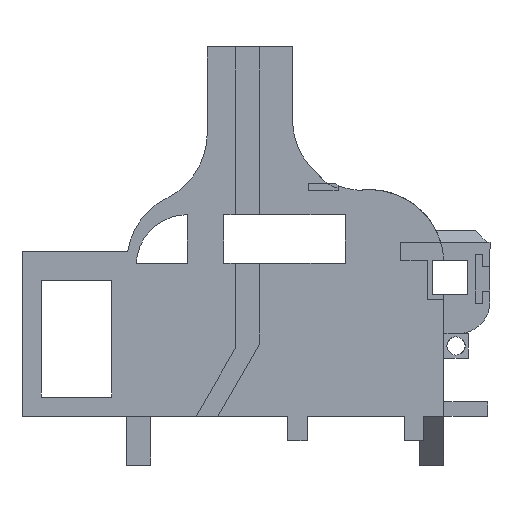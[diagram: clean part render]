
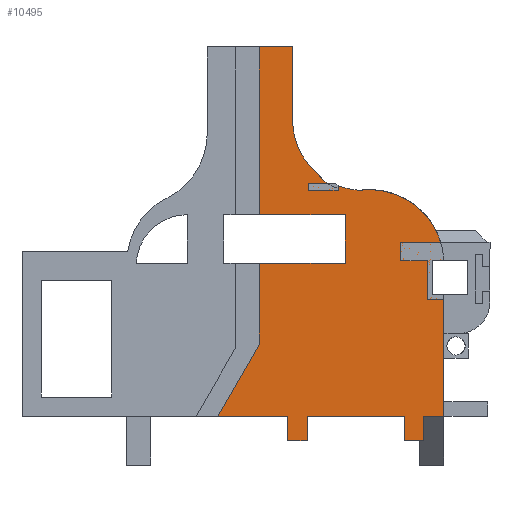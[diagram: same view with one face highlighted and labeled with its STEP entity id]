
A CAD part, front view. The second image highlights one B-rep face of the part: STEP entity #10495.
In plain terms, the highlighted planar face has unit normal (0, -1, 0).
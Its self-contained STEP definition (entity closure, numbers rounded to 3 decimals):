
#691=CIRCLE('',#11162,29.);
#695=CIRCLE('',#11168,10.);
#698=CIRCLE('',#11182,29.);
#699=CIRCLE('',#11184,30.);
#700=CIRCLE('',#11185,31.008);
#927=FACE_OUTER_BOUND('',#1534,.T.);
#1534=EDGE_LOOP('',(#7977,#7978,#7979,#7980,#7981,#7982,#7983,#7984,#7985,
#7986,#7987,#7988,#7989,#7990,#7991,#7992,#7993,#7994,#7995,#7996,#7997,
#7998,#7999,#8000,#8001,#8002,#8003,#8004,#8005));
#2400=LINE('',#14718,#3561);
#2447=LINE('',#14823,#3608);
#2450=LINE('',#14829,#3611);
#2452=LINE('',#14838,#3613);
#2453=LINE('',#14840,#3614);
#2454=LINE('',#14842,#3615);
#2455=LINE('',#14844,#3616);
#2456=LINE('',#14846,#3617);
#2457=LINE('',#14848,#3618);
#2458=LINE('',#14850,#3619);
#2459=LINE('',#14852,#3620);
#2460=LINE('',#14854,#3621);
#2461=LINE('',#14856,#3622);
#2462=LINE('',#14858,#3623);
#2463=LINE('',#14860,#3624);
#2464=LINE('',#14862,#3625);
#2465=LINE('',#14864,#3626);
#2466=LINE('',#14866,#3627);
#2467=LINE('',#14868,#3628);
#2468=LINE('',#14870,#3629);
#2469=LINE('',#14872,#3630);
#2470=LINE('',#14874,#3631);
#2471=LINE('',#14876,#3632);
#2472=LINE('',#14878,#3633);
#3561=VECTOR('',#12403,10.);
#3608=VECTOR('',#12486,10.);
#3611=VECTOR('',#12491,10.);
#3613=VECTOR('',#12501,10.);
#3614=VECTOR('',#12502,10.);
#3615=VECTOR('',#12503,10.);
#3616=VECTOR('',#12504,10.);
#3617=VECTOR('',#12505,10.);
#3618=VECTOR('',#12506,10.);
#3619=VECTOR('',#12507,10.);
#3620=VECTOR('',#12508,10.);
#3621=VECTOR('',#12509,10.);
#3622=VECTOR('',#12510,10.);
#3623=VECTOR('',#12511,10.);
#3624=VECTOR('',#12512,10.);
#3625=VECTOR('',#12513,10.);
#3626=VECTOR('',#12514,10.);
#3627=VECTOR('',#12515,10.);
#3628=VECTOR('',#12516,10.);
#3629=VECTOR('',#12517,10.);
#3630=VECTOR('',#12518,10.);
#3631=VECTOR('',#12519,10.);
#3632=VECTOR('',#12520,10.);
#3633=VECTOR('',#12521,10.);
#4602=VERTEX_POINT('',#14715);
#4603=VERTEX_POINT('',#14717);
#4604=VERTEX_POINT('',#14721);
#4612=VERTEX_POINT('',#14741);
#4643=VERTEX_POINT('',#14821);
#4645=VERTEX_POINT('',#14827);
#4647=VERTEX_POINT('',#14833);
#4648=VERTEX_POINT('',#14837);
#4649=VERTEX_POINT('',#14839);
#4650=VERTEX_POINT('',#14841);
#4651=VERTEX_POINT('',#14843);
#4652=VERTEX_POINT('',#14845);
#4653=VERTEX_POINT('',#14847);
#4654=VERTEX_POINT('',#14849);
#4655=VERTEX_POINT('',#14851);
#4656=VERTEX_POINT('',#14853);
#4657=VERTEX_POINT('',#14855);
#4658=VERTEX_POINT('',#14857);
#4659=VERTEX_POINT('',#14859);
#4660=VERTEX_POINT('',#14861);
#4661=VERTEX_POINT('',#14863);
#4662=VERTEX_POINT('',#14865);
#4663=VERTEX_POINT('',#14867);
#4664=VERTEX_POINT('',#14869);
#4665=VERTEX_POINT('',#14871);
#4666=VERTEX_POINT('',#14873);
#4667=VERTEX_POINT('',#14875);
#4668=VERTEX_POINT('',#14877);
#4669=VERTEX_POINT('',#14879);
#5809=EDGE_CURVE('',#4603,#4602,#2400,.T.);
#5811=EDGE_CURVE('',#4603,#4604,#691,.T.);
#5822=EDGE_CURVE('',#4602,#4612,#695,.F.);
#5862=EDGE_CURVE('',#4643,#4612,#2447,.T.);
#5865=EDGE_CURVE('',#4643,#4645,#2450,.T.);
#5868=EDGE_CURVE('',#4647,#4645,#698,.T.);
#5869=EDGE_CURVE('',#4647,#4648,#2452,.T.);
#5870=EDGE_CURVE('',#4648,#4649,#2453,.T.);
#5871=EDGE_CURVE('',#4649,#4650,#2454,.T.);
#5872=EDGE_CURVE('',#4650,#4651,#2455,.T.);
#5873=EDGE_CURVE('',#4651,#4652,#2456,.T.);
#5874=EDGE_CURVE('',#4652,#4653,#2457,.T.);
#5875=EDGE_CURVE('',#4653,#4654,#2458,.T.);
#5876=EDGE_CURVE('',#4654,#4655,#2459,.T.);
#5877=EDGE_CURVE('',#4656,#4655,#2460,.T.);
#5878=EDGE_CURVE('',#4656,#4657,#2461,.T.);
#5879=EDGE_CURVE('',#4658,#4657,#2462,.T.);
#5880=EDGE_CURVE('',#4659,#4658,#2463,.T.);
#5881=EDGE_CURVE('',#4660,#4659,#2464,.T.);
#5882=EDGE_CURVE('',#4660,#4661,#2465,.T.);
#5883=EDGE_CURVE('',#4662,#4661,#2466,.T.);
#5884=EDGE_CURVE('',#4663,#4662,#2467,.T.);
#5885=EDGE_CURVE('',#4664,#4663,#2468,.T.);
#5886=EDGE_CURVE('',#4665,#4664,#2469,.T.);
#5887=EDGE_CURVE('',#4665,#4666,#2470,.T.);
#5888=EDGE_CURVE('',#4666,#4667,#2471,.T.);
#5889=EDGE_CURVE('',#4667,#4668,#2472,.T.);
#5890=EDGE_CURVE('',#4669,#4668,#699,.T.);
#5891=EDGE_CURVE('',#4669,#4604,#700,.T.);
#7977=ORIENTED_EDGE('',*,*,#5809,.T.);
#7978=ORIENTED_EDGE('',*,*,#5822,.T.);
#7979=ORIENTED_EDGE('',*,*,#5862,.F.);
#7980=ORIENTED_EDGE('',*,*,#5865,.T.);
#7981=ORIENTED_EDGE('',*,*,#5868,.F.);
#7982=ORIENTED_EDGE('',*,*,#5869,.T.);
#7983=ORIENTED_EDGE('',*,*,#5870,.T.);
#7984=ORIENTED_EDGE('',*,*,#5871,.T.);
#7985=ORIENTED_EDGE('',*,*,#5872,.T.);
#7986=ORIENTED_EDGE('',*,*,#5873,.T.);
#7987=ORIENTED_EDGE('',*,*,#5874,.T.);
#7988=ORIENTED_EDGE('',*,*,#5875,.T.);
#7989=ORIENTED_EDGE('',*,*,#5876,.T.);
#7990=ORIENTED_EDGE('',*,*,#5877,.F.);
#7991=ORIENTED_EDGE('',*,*,#5878,.T.);
#7992=ORIENTED_EDGE('',*,*,#5879,.F.);
#7993=ORIENTED_EDGE('',*,*,#5880,.F.);
#7994=ORIENTED_EDGE('',*,*,#5881,.F.);
#7995=ORIENTED_EDGE('',*,*,#5882,.T.);
#7996=ORIENTED_EDGE('',*,*,#5883,.F.);
#7997=ORIENTED_EDGE('',*,*,#5884,.F.);
#7998=ORIENTED_EDGE('',*,*,#5885,.F.);
#7999=ORIENTED_EDGE('',*,*,#5886,.F.);
#8000=ORIENTED_EDGE('',*,*,#5887,.T.);
#8001=ORIENTED_EDGE('',*,*,#5888,.T.);
#8002=ORIENTED_EDGE('',*,*,#5889,.T.);
#8003=ORIENTED_EDGE('',*,*,#5890,.F.);
#8004=ORIENTED_EDGE('',*,*,#5891,.T.);
#8005=ORIENTED_EDGE('',*,*,#5811,.F.);
#10100=PLANE('',#11183);
#10495=ADVANCED_FACE('',(#927),#10100,.F.);
#11162=AXIS2_PLACEMENT_3D('',#14722,#12407,#12408);
#11168=AXIS2_PLACEMENT_3D('',#14743,#12426,#12427);
#11182=AXIS2_PLACEMENT_3D('',#14835,#12497,#12498);
#11183=AXIS2_PLACEMENT_3D('',#14836,#12499,#12500);
#11184=AXIS2_PLACEMENT_3D('',#14880,#12522,#12523);
#11185=AXIS2_PLACEMENT_3D('',#14881,#12524,#12525);
#12403=DIRECTION('',(0.,0.,-1.));
#12407=DIRECTION('center_axis',(0.,-1.,0.));
#12408=DIRECTION('ref_axis',(-0.707,0.,-0.707));
#12426=DIRECTION('center_axis',(0.,-1.,0.));
#12427=DIRECTION('ref_axis',(-0.168,0.,-0.986));
#12486=DIRECTION('',(0.707,0.,-0.707));
#12491=DIRECTION('',(0.,0.,1.));
#12497=DIRECTION('center_axis',(0.,-1.,0.));
#12498=DIRECTION('ref_axis',(-0.707,0.,-0.707));
#12499=DIRECTION('center_axis',(0.,1.,0.));
#12500=DIRECTION('ref_axis',(1.,0.,0.));
#12501=DIRECTION('',(0.,0.,1.));
#12502=DIRECTION('',(-1.,0.,0.));
#12503=DIRECTION('',(0.,0.,-1.));
#12504=DIRECTION('',(1.,0.,0.));
#12505=DIRECTION('',(0.,0.,-1.));
#12506=DIRECTION('',(-1.,0.,0.));
#12507=DIRECTION('',(0.,0.,-1.));
#12508=DIRECTION('',(-0.5,0.,-0.866));
#12509=DIRECTION('',(-1.,0.,0.));
#12510=DIRECTION('',(0.,0.,-1.));
#12511=DIRECTION('',(-1.,0.,0.));
#12512=DIRECTION('',(0.,0.,-1.));
#12513=DIRECTION('',(-1.,0.,0.));
#12514=DIRECTION('',(0.,0.,-1.));
#12515=DIRECTION('',(-1.,0.,0.));
#12516=DIRECTION('',(0.,0.,-1.));
#12517=DIRECTION('',(-1.,0.,0.));
#12518=DIRECTION('',(0.,0.,-1.));
#12519=DIRECTION('',(-1.,0.,0.));
#12520=DIRECTION('',(0.,0.,1.));
#12521=DIRECTION('',(1.,0.,0.));
#12522=DIRECTION('center_axis',(0.,1.,0.));
#12523=DIRECTION('ref_axis',(0.707,0.,0.707));
#12524=DIRECTION('center_axis',(0.,-1.,0.));
#12525=DIRECTION('ref_axis',(-0.15,0.,0.989));
#14715=CARTESIAN_POINT('',(87.,0.,1.));
#14717=CARTESIAN_POINT('',(87.,0.,1.86));
#14718=CARTESIAN_POINT('',(87.,0.,-17.75));
#14721=CARTESIAN_POINT('',(95.396,0.,0.057));
#14722=CARTESIAN_POINT('Origin',(97.219,0.,29.));
#14741=CARTESIAN_POINT('',(81.606,0.,3.787));
#14743=CARTESIAN_POINT('Origin',(88.677,0.,10.858));
#14821=CARTESIAN_POINT('',(74.85,0.,10.543));
#14823=CARTESIAN_POINT('',(89.097,0.,-3.704));
#14827=CARTESIAN_POINT('',(74.85,0.,10.544));
#14829=CARTESIAN_POINT('',(74.85,0.,-17.75));
#14833=CARTESIAN_POINT('',(68.219,0.,29.));
#14835=CARTESIAN_POINT('Origin',(97.219,0.,29.));
#14836=CARTESIAN_POINT('Origin',(65.25,0.,-46.5));
#14837=CARTESIAN_POINT('',(68.219,0.,59.));
#14838=CARTESIAN_POINT('',(68.219,0.,-1.));
#14839=CARTESIAN_POINT('',(54.657,0.,59.));
#14840=CARTESIAN_POINT('',(68.219,0.,59.));
#14841=CARTESIAN_POINT('',(54.657,0.,-10.));
#14842=CARTESIAN_POINT('',(54.657,0.,6.25));
#14843=CARTESIAN_POINT('',(90.,0.,-10.));
#14844=CARTESIAN_POINT('',(77.625,0.,-10.));
#14845=CARTESIAN_POINT('',(90.,0.,-30.));
#14846=CARTESIAN_POINT('',(90.,0.,-38.25));
#14847=CARTESIAN_POINT('',(54.657,0.,-30.));
#14848=CARTESIAN_POINT('',(52.625,0.,-30.));
#14849=CARTESIAN_POINT('',(54.657,0.,-63.237));
#14850=CARTESIAN_POINT('',(54.657,0.,6.25));
#14851=CARTESIAN_POINT('',(37.473,0.,-93.));
#14852=CARTESIAN_POINT('',(59.605,0.,-54.667));
#14853=CARTESIAN_POINT('',(66.28,0.,-93.));
#14854=CARTESIAN_POINT('',(130.5,0.,-93.));
#14855=CARTESIAN_POINT('',(66.28,0.,-103.));
#14856=CARTESIAN_POINT('',(66.28,0.,-93.));
#14857=CARTESIAN_POINT('',(74.28,0.,-103.));
#14858=CARTESIAN_POINT('',(130.5,0.,-103.));
#14859=CARTESIAN_POINT('',(74.28,0.,-93.));
#14860=CARTESIAN_POINT('',(74.28,0.,-93.));
#14861=CARTESIAN_POINT('',(114.28,0.,-93.));
#14862=CARTESIAN_POINT('',(130.5,0.,-93.));
#14863=CARTESIAN_POINT('',(114.28,0.,-103.));
#14864=CARTESIAN_POINT('',(114.28,0.,-93.));
#14865=CARTESIAN_POINT('',(122.28,0.,-103.));
#14866=CARTESIAN_POINT('',(130.5,0.,-103.));
#14867=CARTESIAN_POINT('',(122.28,0.,-93.));
#14868=CARTESIAN_POINT('',(122.28,0.,-93.));
#14869=CARTESIAN_POINT('',(130.5,0.,-93.));
#14870=CARTESIAN_POINT('',(130.5,0.,-93.));
#14871=CARTESIAN_POINT('',(130.5,0.,-43.));
#14872=CARTESIAN_POINT('',(130.5,0.,0.));
#14873=CARTESIAN_POINT('',(125.829,0.,-43.));
#14874=CARTESIAN_POINT('',(95.54,0.,-43.));
#14875=CARTESIAN_POINT('',(125.829,0.,-28.8));
#14876=CARTESIAN_POINT('',(125.829,0.,-37.65));
#14877=CARTESIAN_POINT('',(130.476,0.,-28.8));
#14878=CARTESIAN_POINT('',(102.64,0.,-28.8));
#14879=CARTESIAN_POINT('',(116.091,0.,-4.37));
#14880=CARTESIAN_POINT('Origin',(100.5,0.,-30.));
#14881=CARTESIAN_POINT('Origin',(99.646,0.,-30.658));
